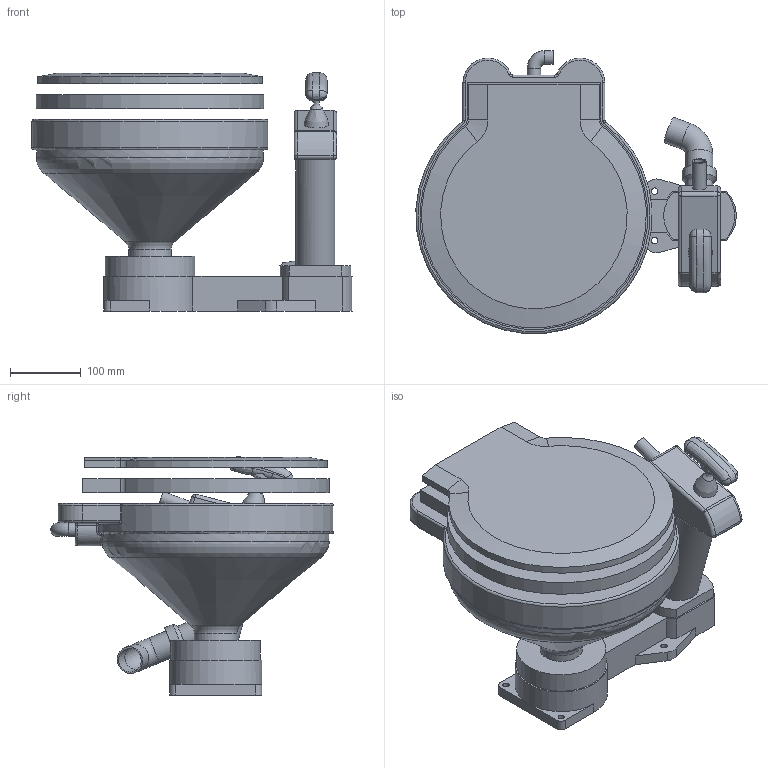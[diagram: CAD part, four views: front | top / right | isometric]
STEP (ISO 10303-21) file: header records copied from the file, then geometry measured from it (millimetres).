
FILE_DESCRIPTION(/* description */ (''),/* implementation_level */ '2;1');
FILE_NAME(/* name */ 'MANUAL TOILER - COMPACT.stp',/* time_stamp */ '2017-05-22T13:58:00-03:00',/* author */ (''),/* organization */ (''),/* preprocessor_version */ 'ST-DEVELOPER v11',/* originating_system */ 'SIEMENS PLM Software NX 7.5',/* authorisation */ '');
FILE_SCHEMA (('AP203_CONFIGURATION_CONTROLLED_3D_DESIGN_OF_MECHANICAL_PARTS_AND_ASSEMBLIES_MIM_LF'));
Length unit declared in the file: millimetre
Products named in the file (1): enge7084cwjq
Bounding box: 451.08 x 398.42 x 335.61 mm (x, y, z)
Volume: 15289008.6 mm3; surface area: 899338 mm2
Topology: 6 solids, 6 shells, 212 faces, 515 edges, 303 vertices
Faces by surface type: cylinder 75, plane 65, bspline 27, torus 25, sphere 12, cone 5, revolution 2, extrusion 1
Full cylindrical faces by diameter (mm): 9 x4, 15 x4, 19 x2, 19.05 x2, 34 x2, 38.1 x3, 48.1 x1, 55 x1, 60 x1, 126 x1
Entity records: 15048 total; most frequent: CARTESIAN_POINT 10345, DIRECTION 953, ORIENTED_EDGE 910, EDGE_CURVE 455, AXIS2_PLACEMENT_3D 391, VERTEX_POINT 288, EDGE_LOOP 263, ADVANCED_FACE 212
